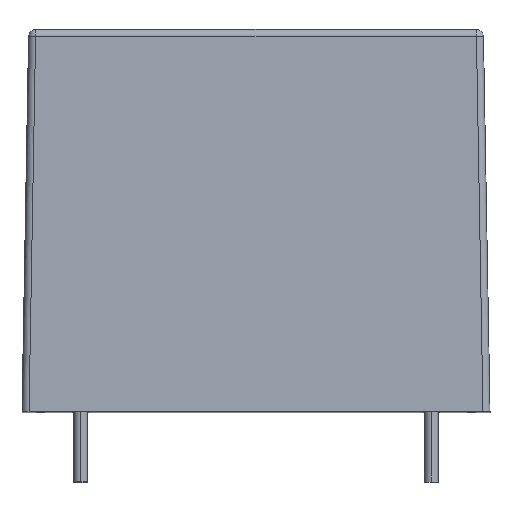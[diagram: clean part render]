
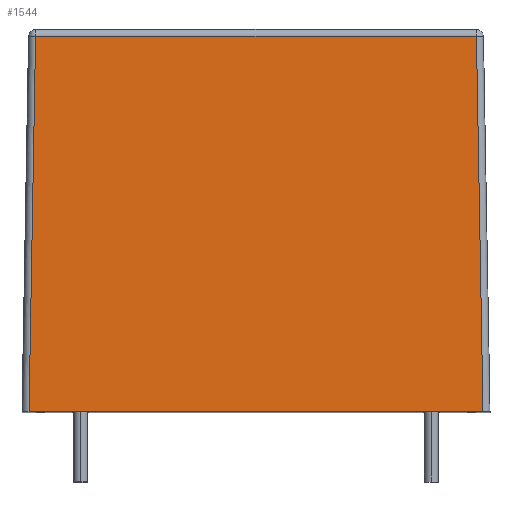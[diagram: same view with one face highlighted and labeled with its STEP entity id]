
A CAD part, top view. The second image highlights one B-rep face of the part: STEP entity #1544.
In plain terms, the highlighted planar face has unit normal (0, 0.018, 1).
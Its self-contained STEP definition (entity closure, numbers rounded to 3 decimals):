
#1544 = ADVANCED_FACE('',(#1545),#1579,.T.);
#1545 = FACE_BOUND('',#1546,.T.);
#1546 = EDGE_LOOP('',(#1547,#1557,#1565,#1573));
#1547 = ORIENTED_EDGE('',*,*,#1548,.T.);
#1548 = EDGE_CURVE('',#1549,#1551,#1553,.T.);
#1549 = VERTEX_POINT('',#1550);
#1550 = CARTESIAN_POINT('',(12.576,21.407,
    15.476));
#1551 = VERTEX_POINT('',#1552);
#1552 = CARTESIAN_POINT('',(-12.576,21.407,
    15.476));
#1553 = LINE('',#1554,#1555);
#1554 = CARTESIAN_POINT('',(-12.969,21.407,
    15.476));
#1555 = VECTOR('',#1556,1.);
#1556 = DIRECTION('',(-1.,0.,0.));
#1557 = ORIENTED_EDGE('',*,*,#1558,.T.);
#1558 = EDGE_CURVE('',#1551,#1559,#1561,.T.);
#1559 = VERTEX_POINT('',#1560);
#1560 = CARTESIAN_POINT('',(-12.95,0.,15.85));
#1561 = LINE('',#1562,#1563);
#1562 = CARTESIAN_POINT('',(-12.95,-0.007,
    15.85));
#1563 = VECTOR('',#1564,1.);
#1564 = DIRECTION('',(-0.017,-1.,
    0.017));
#1565 = ORIENTED_EDGE('',*,*,#1566,.T.);
#1566 = EDGE_CURVE('',#1559,#1567,#1569,.T.);
#1567 = VERTEX_POINT('',#1568);
#1568 = CARTESIAN_POINT('',(12.95,0.,15.85));
#1569 = LINE('',#1570,#1571);
#1570 = CARTESIAN_POINT('',(-13.35,0.,15.85));
#1571 = VECTOR('',#1572,1.);
#1572 = DIRECTION('',(1.,0.,0.));
#1573 = ORIENTED_EDGE('',*,*,#1574,.T.);
#1574 = EDGE_CURVE('',#1567,#1549,#1575,.T.);
#1575 = LINE('',#1576,#1577);
#1576 = CARTESIAN_POINT('',(12.942,0.459,
    15.842));
#1577 = VECTOR('',#1578,1.);
#1578 = DIRECTION('',(-0.017,1.,
    -0.017));
#1579 = PLANE('',#1580);
#1580 = AXIS2_PLACEMENT_3D('',#1581,#1582,#1583);
#1581 = CARTESIAN_POINT('',(-13.35,0.,15.85));
#1582 = DIRECTION('',(0.,0.017,1.));
#1583 = DIRECTION('',(0.,-1.,0.017));
